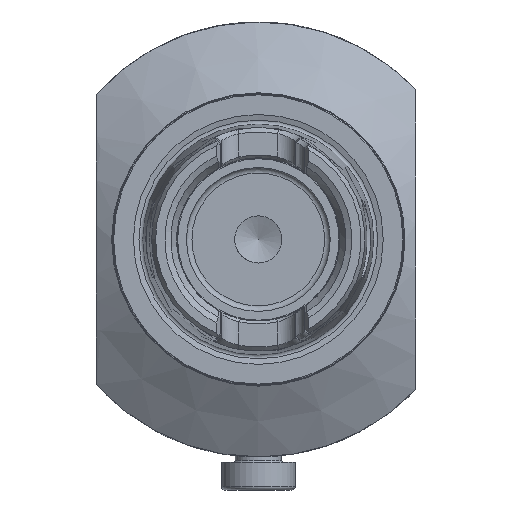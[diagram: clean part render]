
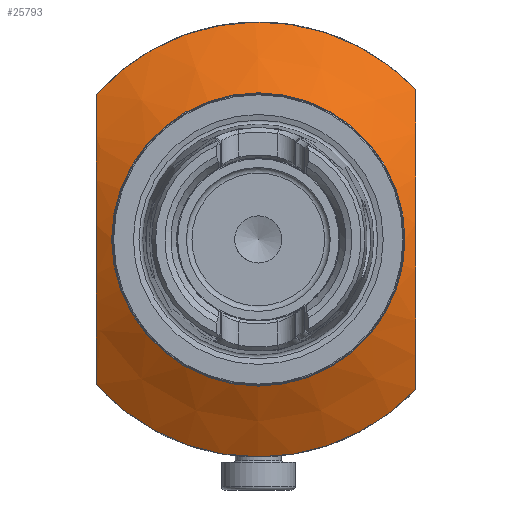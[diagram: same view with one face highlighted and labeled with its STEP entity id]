
A CAD part, left-side view. The second image highlights one B-rep face of the part: STEP entity #25793.
In plain terms, the highlighted conical face has half-angle 60 degrees and reference radius 47 mm.
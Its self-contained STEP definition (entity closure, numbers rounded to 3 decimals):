
#25 = CARTESIAN_POINT ( 'NONE',  ( -57.051, 35., -31.369 ) ) ;
#111 = AXIS2_PLACEMENT_3D ( 'NONE', #17241, #22336, #11296 ) ;
#125 = DIRECTION ( 'NONE',  ( 1., 0., 0. ) ) ;
#331 = CARTESIAN_POINT ( 'NONE',  ( -59.053, -34., 27.206 ) ) ;
#689 = CARTESIAN_POINT ( 'NONE',  ( -64.459, -34., 3.457 ) ) ;
#986 = CARTESIAN_POINT ( 'NONE',  ( -62.591, 35., -13.405 ) ) ;
#1100 = CARTESIAN_POINT ( 'NONE',  ( -63.095, 35., -10.782 ) ) ;
#3362 = CARTESIAN_POINT ( 'NONE',  ( -57.051, -34., 32.45 ) ) ;
#3494 = CARTESIAN_POINT ( 'NONE',  ( -61.667, -34., -19.267 ) ) ;
#4127 = CARTESIAN_POINT ( 'NONE',  ( -61.351, 35., 18.574 ) ) ;
#5925 = CARTESIAN_POINT ( 'NONE',  ( -59.524, -34., 25.883 ) ) ;
#6173 = CARTESIAN_POINT ( 'NONE',  ( -57.051, -34., -32.45 ) ) ;
#6291 = CARTESIAN_POINT ( 'NONE',  ( -58.075, -34., 29.84 ) ) ;
#6401 = CARTESIAN_POINT ( 'NONE',  ( -61.678, -34., 19.229 ) ) ;
#6810 = CARTESIAN_POINT ( 'NONE',  ( -63.788, 35., -5.474 ) ) ;
#7352 = EDGE_CURVE ( 'NONE', #10444, #29943, #31660, .T. ) ;
#7485 = ORIENTED_EDGE ( 'NONE', *, *, #13737, .F. ) ;
#7604 = FACE_OUTER_BOUND ( 'NONE', #10050, .T. ) ;
#7646 = CARTESIAN_POINT ( 'NONE',  ( -57.051, 0., 0. ) ) ;
#8677 = CARTESIAN_POINT ( 'NONE',  ( -63.027, -34., -13.891 ) ) ;
#8794 = CARTESIAN_POINT ( 'NONE',  ( -60.86, -34., -21.93 ) ) ;
#9197 = CARTESIAN_POINT ( 'NONE',  ( -58.939, 35., -26.302 ) ) ;
#9373 = CARTESIAN_POINT ( 'NONE',  ( -57.051, 35., 31.369 ) ) ;
#10050 = EDGE_LOOP ( 'NONE', ( #11794, #7485, #13502, #33326 ) ) ;
#10307 = AXIS2_PLACEMENT_3D ( 'NONE', #14899, #17691, #23374 ) ;
#10444 = VERTEX_POINT ( 'NONE', #15340 ) ;
#10496 = AXIS2_PLACEMENT_3D ( 'NONE', #7646, #27045, #21715 ) ;
#11296 = DIRECTION ( 'NONE',  ( 0., 0., -1. ) ) ;
#11497 = FACE_BOUND ( 'NONE', #23737, .T. ) ;
#11595 = CARTESIAN_POINT ( 'NONE',  ( -57.57, -34., 31.148 ) ) ;
#11615 = AXIS2_PLACEMENT_3D ( 'NONE', #14038, #125, #33412 ) ;
#11713 = CARTESIAN_POINT ( 'NONE',  ( -64.165, -34., 6.953 ) ) ;
#11750 = EDGE_CURVE ( 'NONE', #29678, #29678, #14949, .T. ) ;
#11794 = ORIENTED_EDGE ( 'NONE', *, *, #17815, .F. ) ;
#11985 = CARTESIAN_POINT ( 'NONE',  ( -63.758, 35., 5.367 ) ) ;
#12107 = CARTESIAN_POINT ( 'NONE',  ( -63.925, 35., 2.659 ) ) ;
#12467 = CARTESIAN_POINT ( 'NONE',  ( -63.969, 35., 1.296 ) ) ;
#12731 = B_SPLINE_CURVE_WITH_KNOTS ( 'NONE', 3,
 ( #17944, #17698, #23382, #17587, #4127, #23509, #23146, #17475, #11985, #20250, #12107, #12467, #14905, #31485, #6810, #1100, #986, #25921, #34280, #9197, #26177, #28735 ),
 .UNSPECIFIED., .F., .F.,
 ( 4, 2, 2, 2, 2, 2, 2, 2, 2, 2, 4 ),
 ( 0.11, 0.118, 0.126, 0.134, 0.138, 0.14, 0.142, 0.15, 0.158, 0.166, 0.174 ),
 .UNSPECIFIED. ) ;
#13502 = ORIENTED_EDGE ( 'NONE', *, *, #32756, .T. ) ;
#13737 = EDGE_CURVE ( 'NONE', #19866, #14182, #15665, .T. ) ;
#14038 = CARTESIAN_POINT ( 'NONE',  ( -65.885, 0., 0. ) ) ;
#14137 = CARTESIAN_POINT ( 'NONE',  ( -64.312, -34., 5.561 ) ) ;
#14182 = VERTEX_POINT ( 'NONE', #30720 ) ;
#14248 = CARTESIAN_POINT ( 'NONE',  ( -64.344, -34., -5.682 ) ) ;
#14495 = CARTESIAN_POINT ( 'NONE',  ( -64.546, -34., 1.341 ) ) ;
#14899 = CARTESIAN_POINT ( 'NONE',  ( -57.051, 0., 0. ) ) ;
#14905 = CARTESIAN_POINT ( 'NONE',  ( -63.98, 35., 0.612 ) ) ;
#14949 = CIRCLE ( 'NONE', #11615, 31.7 ) ;
#15340 = CARTESIAN_POINT ( 'NONE',  ( -57.051, -34., -32.45 ) ) ;
#15665 = CIRCLE ( 'NONE', #10307, 47. ) ;
#17069 = CARTESIAN_POINT ( 'NONE',  ( -64.557, -34., 0.631 ) ) ;
#17241 = CARTESIAN_POINT ( 'NONE',  ( -57.051, 0., 0. ) ) ;
#17308 = CARTESIAN_POINT ( 'NONE',  ( -63.595, -34., 11.101 ) ) ;
#17475 = CARTESIAN_POINT ( 'NONE',  ( -63.625, 35., 6.711 ) ) ;
#17587 = CARTESIAN_POINT ( 'NONE',  ( -60.605, 35., 21.159 ) ) ;
#17691 = DIRECTION ( 'NONE',  ( 1., 0., 0. ) ) ;
#17698 = CARTESIAN_POINT ( 'NONE',  ( -58.023, 35., 28.846 ) ) ;
#17815 = EDGE_CURVE ( 'NONE', #14182, #10444, #28172, .T. ) ;
#17944 = CARTESIAN_POINT ( 'NONE',  ( -57.051, 35., 31.369 ) ) ;
#19866 = VERTEX_POINT ( 'NONE', #9373 ) ;
#19868 = CARTESIAN_POINT ( 'NONE',  ( -59.071, -34., -27.22 ) ) ;
#20103 = CARTESIAN_POINT ( 'NONE',  ( -64.553, -34., -2.899 ) ) ;
#20250 = CARTESIAN_POINT ( 'NONE',  ( -63.891, 35., 3.338 ) ) ;
#21715 = DIRECTION ( 'NONE',  ( 0., 0., -1. ) ) ;
#22336 = DIRECTION ( 'NONE',  ( 1., 0., 0. ) ) ;
#22635 = CARTESIAN_POINT ( 'NONE',  ( -60.869, -34., 21.902 ) ) ;
#22758 = CARTESIAN_POINT ( 'NONE',  ( -63.581, -34., -11.178 ) ) ;
#23146 = CARTESIAN_POINT ( 'NONE',  ( -63.107, 35., 10.717 ) ) ;
#23374 = DIRECTION ( 'NONE',  ( 0., 0., -1. ) ) ;
#23382 = CARTESIAN_POINT ( 'NONE',  ( -58.943, 35., 26.293 ) ) ;
#23509 = CARTESIAN_POINT ( 'NONE',  ( -62.602, 35., 13.353 ) ) ;
#23637 = CONICAL_SURFACE ( 'NONE', #10496, 47., 1.047 ) ;
#23737 = EDGE_LOOP ( 'NONE', ( #28991 ) ) ;
#25286 = CARTESIAN_POINT ( 'NONE',  ( -64.497, -34., 2.754 ) ) ;
#25793 = ADVANCED_FACE ( 'NONE', ( #7604, #11497 ), #23637, .T. ) ;
#25921 = CARTESIAN_POINT ( 'NONE',  ( -61.342, 35., -18.605 ) ) ;
#26177 = CARTESIAN_POINT ( 'NONE',  ( -58.022, 35., -28.85 ) ) ;
#27045 = DIRECTION ( 'NONE',  ( 1., 0., 0. ) ) ;
#28172 = B_SPLINE_CURVE_WITH_KNOTS ( 'NONE', 3,
 ( #3362, #11595, #6291, #331, #5925, #22635, #6401, #33745, #17308, #11713, #14137, #689, #25286, #14495, #17069, #20103, #14248, #22758, #8677, #3494, #8794, #19868, #33523, #6173 ),
 .UNSPECIFIED., .F., .F.,
 ( 4, 2, 2, 2, 2, 2, 2, 2, 2, 2, 2, 4 ),
 ( 0.105, 0.109, 0.114, 0.122, 0.13, 0.135, 0.137, 0.139, 0.147, 0.156, 0.164, 0.172 ),
 .UNSPECIFIED. ) ;
#28735 = CARTESIAN_POINT ( 'NONE',  ( -57.051, 35., -31.369 ) ) ;
#28991 = ORIENTED_EDGE ( 'NONE', *, *, #11750, .T. ) ;
#29678 = VERTEX_POINT ( 'NONE', #31812 ) ;
#29943 = VERTEX_POINT ( 'NONE', #25 ) ;
#30720 = CARTESIAN_POINT ( 'NONE',  ( -57.051, -34., 32.45 ) ) ;
#31485 = CARTESIAN_POINT ( 'NONE',  ( -63.976, 35., -2.789 ) ) ;
#31660 = CIRCLE ( 'NONE', #111, 47. ) ;
#31812 = CARTESIAN_POINT ( 'NONE',  ( -65.885, 0., -31.7 ) ) ;
#32756 = EDGE_CURVE ( 'NONE', #19866, #29943, #12731, .T. ) ;
#33326 = ORIENTED_EDGE ( 'NONE', *, *, #7352, .F. ) ;
#33412 = DIRECTION ( 'NONE',  ( 0., 0., -1. ) ) ;
#33523 = CARTESIAN_POINT ( 'NONE',  ( -58.087, -34., -29.851 ) ) ;
#33745 = CARTESIAN_POINT ( 'NONE',  ( -63.042, -34., 13.828 ) ) ;
#34280 = CARTESIAN_POINT ( 'NONE',  ( -60.599, 35., -21.182 ) ) ;
